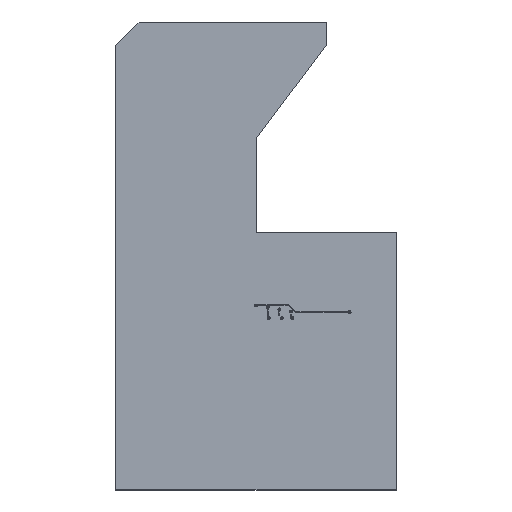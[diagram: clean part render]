
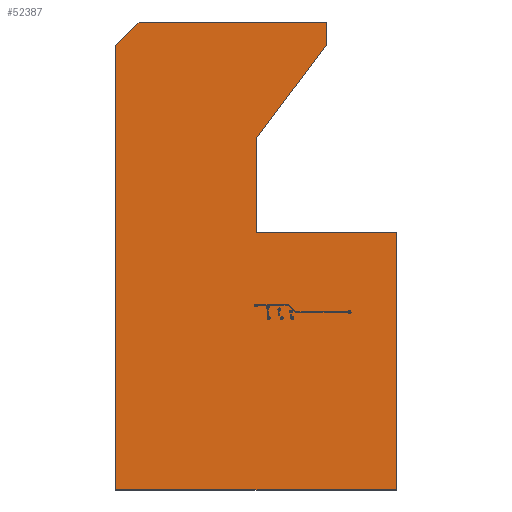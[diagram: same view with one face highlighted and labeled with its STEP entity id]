
A CAD part, top view. The second image highlights one B-rep face of the part: STEP entity #52387.
In plain terms, the highlighted planar face has unit normal (0, 0, 1).
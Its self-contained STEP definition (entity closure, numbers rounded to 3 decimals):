
#52387 = ADVANCED_FACE('',(#52388),#52462,.T.);
#52388 = FACE_BOUND('',#52389,.F.);
#52389 = EDGE_LOOP('',(#52390,#52400,#52408,#52416,#52424,#52432,#52440,
    #52448,#52456));
#52390 = ORIENTED_EDGE('',*,*,#52391,.T.);
#52391 = EDGE_CURVE('',#52392,#52394,#52396,.T.);
#52392 = VERTEX_POINT('',#52393);
#52393 = CARTESIAN_POINT('',(80.,-80.,1.56));
#52394 = VERTEX_POINT('',#52395);
#52395 = CARTESIAN_POINT('',(85.,-75.,1.56));
#52396 = LINE('',#52397,#52398);
#52397 = CARTESIAN_POINT('',(80.,-80.,1.56));
#52398 = VECTOR('',#52399,1.);
#52399 = DIRECTION('',(0.707,0.707,0.));
#52400 = ORIENTED_EDGE('',*,*,#52401,.T.);
#52401 = EDGE_CURVE('',#52394,#52402,#52404,.T.);
#52402 = VERTEX_POINT('',#52403);
#52403 = CARTESIAN_POINT('',(125.,-75.,1.56));
#52404 = LINE('',#52405,#52406);
#52405 = CARTESIAN_POINT('',(85.,-75.,1.56));
#52406 = VECTOR('',#52407,1.);
#52407 = DIRECTION('',(1.,0.,0.));
#52408 = ORIENTED_EDGE('',*,*,#52409,.T.);
#52409 = EDGE_CURVE('',#52402,#52410,#52412,.T.);
#52410 = VERTEX_POINT('',#52411);
#52411 = CARTESIAN_POINT('',(125.,-80.,1.56));
#52412 = LINE('',#52413,#52414);
#52413 = CARTESIAN_POINT('',(125.,-75.,1.56));
#52414 = VECTOR('',#52415,1.);
#52415 = DIRECTION('',(0.,-1.,0.));
#52416 = ORIENTED_EDGE('',*,*,#52417,.T.);
#52417 = EDGE_CURVE('',#52410,#52418,#52420,.T.);
#52418 = VERTEX_POINT('',#52419);
#52419 = CARTESIAN_POINT('',(110.,-100.,1.56));
#52420 = LINE('',#52421,#52422);
#52421 = CARTESIAN_POINT('',(125.,-80.,1.56));
#52422 = VECTOR('',#52423,1.);
#52423 = DIRECTION('',(-0.6,-0.8,0.));
#52424 = ORIENTED_EDGE('',*,*,#52425,.T.);
#52425 = EDGE_CURVE('',#52418,#52426,#52428,.T.);
#52426 = VERTEX_POINT('',#52427);
#52427 = CARTESIAN_POINT('',(110.,-120.,1.56));
#52428 = LINE('',#52429,#52430);
#52429 = CARTESIAN_POINT('',(110.,-100.,1.56));
#52430 = VECTOR('',#52431,1.);
#52431 = DIRECTION('',(0.,-1.,0.));
#52432 = ORIENTED_EDGE('',*,*,#52433,.T.);
#52433 = EDGE_CURVE('',#52426,#52434,#52436,.T.);
#52434 = VERTEX_POINT('',#52435);
#52435 = CARTESIAN_POINT('',(140.,-120.,1.56));
#52436 = LINE('',#52437,#52438);
#52437 = CARTESIAN_POINT('',(110.,-120.,1.56));
#52438 = VECTOR('',#52439,1.);
#52439 = DIRECTION('',(1.,0.,0.));
#52440 = ORIENTED_EDGE('',*,*,#52441,.T.);
#52441 = EDGE_CURVE('',#52434,#52442,#52444,.T.);
#52442 = VERTEX_POINT('',#52443);
#52443 = CARTESIAN_POINT('',(140.,-175.,1.56));
#52444 = LINE('',#52445,#52446);
#52445 = CARTESIAN_POINT('',(140.,-120.,1.56));
#52446 = VECTOR('',#52447,1.);
#52447 = DIRECTION('',(0.,-1.,0.));
#52448 = ORIENTED_EDGE('',*,*,#52449,.T.);
#52449 = EDGE_CURVE('',#52442,#52450,#52452,.T.);
#52450 = VERTEX_POINT('',#52451);
#52451 = CARTESIAN_POINT('',(80.,-175.,1.56));
#52452 = LINE('',#52453,#52454);
#52453 = CARTESIAN_POINT('',(140.,-175.,1.56));
#52454 = VECTOR('',#52455,1.);
#52455 = DIRECTION('',(-1.,0.,0.));
#52456 = ORIENTED_EDGE('',*,*,#52457,.T.);
#52457 = EDGE_CURVE('',#52450,#52392,#52458,.T.);
#52458 = LINE('',#52459,#52460);
#52459 = CARTESIAN_POINT('',(80.,-175.,1.56));
#52460 = VECTOR('',#52461,1.);
#52461 = DIRECTION('',(0.,1.,0.));
#52462 = PLANE('',#52463);
#52463 = AXIS2_PLACEMENT_3D('',#52464,#52465,#52466);
#52464 = CARTESIAN_POINT('',(0.,0.,1.56));
#52465 = DIRECTION('',(0.,0.,1.));
#52466 = DIRECTION('',(1.,0.,-0.));
